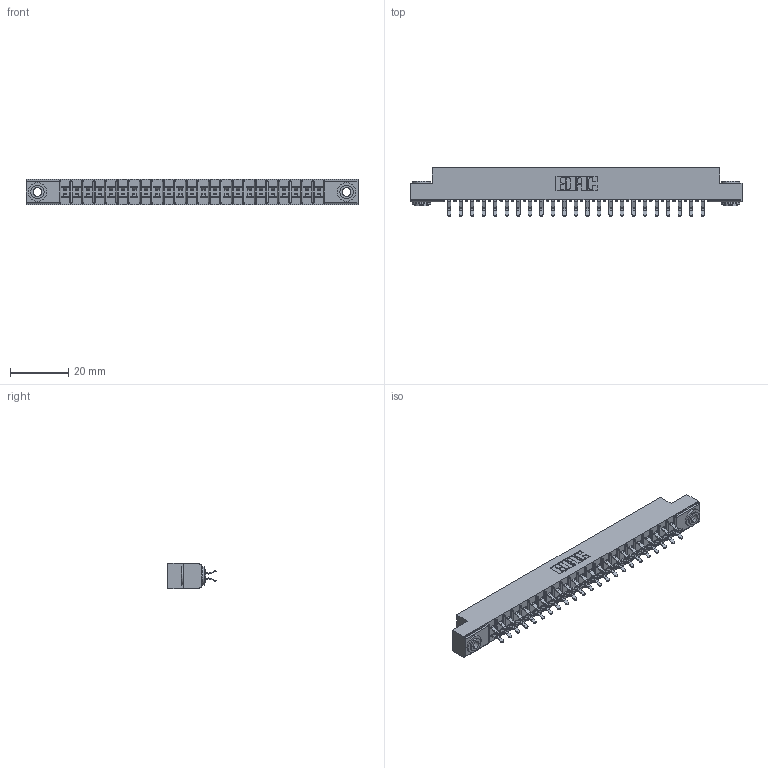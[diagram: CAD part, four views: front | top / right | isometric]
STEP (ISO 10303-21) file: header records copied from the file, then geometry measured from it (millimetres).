
FILE_DESCRIPTION (( 'STEP AP203' ), '1' );
FILE_NAME ('355-046-556-503.STEP', '2019-09-11T14:58:26', ( '' ), ( '' ), 'SwSTEP 2.0', 'SolidWorks 2016', '' );
FILE_SCHEMA (( 'CONFIG_CONTROL_DESIGN' ));
Length unit declared in the file: inch
Products named in the file (4): 355-046-556-503; 345-250-002_345-250-002-102; 305-290-001_556; 305 Part_.156 Dia
Assembly tree (49 placements, depth 2):
  355-046-556-503
    305 Part_.156 Dia
    305-290-001_556  x46
    345-250-002_345-250-002-102  x2
Bounding box: 114.15 x 16.64 x 8.71 mm (x, y, z)
Volume: 6830.7 mm3; surface area: 13937.9 mm2
Topology: 49 solids, 49 shells, 2744 faces, 7857 edges, 5110 vertices
Faces by surface type: plane 1518, cylinder 1126, sphere 92, cone 8
Entity records: 28503 total; most frequent: CARTESIAN_POINT 4700, ORIENTED_EDGE 4654, DIRECTION 4581, EDGE_CURVE 2327, VECTOR 1847, LINE 1847, VERTEX_POINT 1486, AXIS2_PLACEMENT_3D 1367
